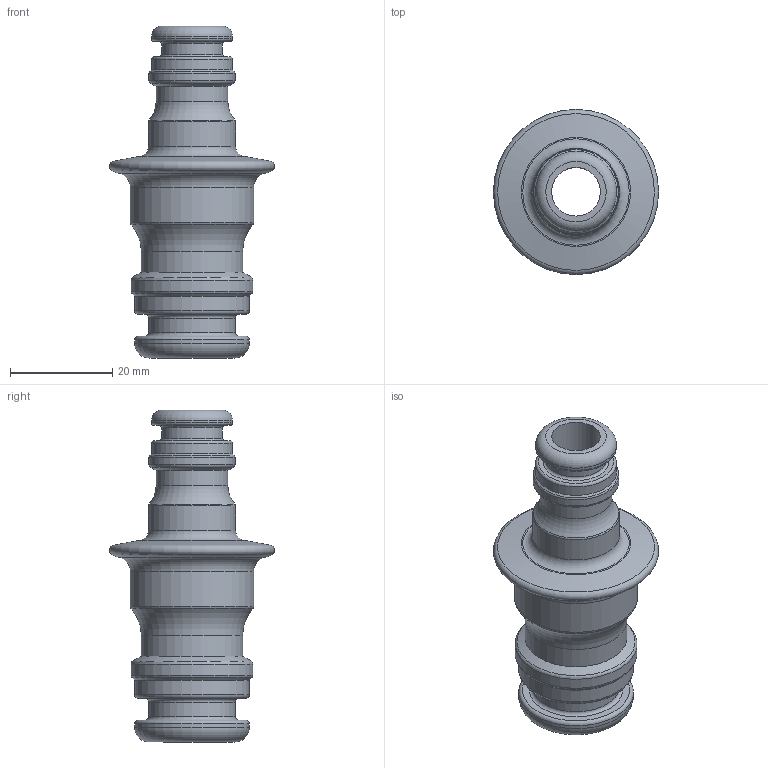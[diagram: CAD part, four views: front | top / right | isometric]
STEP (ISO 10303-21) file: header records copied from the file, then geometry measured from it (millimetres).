
FILE_DESCRIPTION(/* description */ (''),/* implementation_level */ '2;1');
FILE_NAME(/* name */ 'Gardena_Adapter v2.step',/* time_stamp */ '2021-02-22T18:02:32+01:00',/* author */ (''),/* organization */ (''),/* preprocessor_version */ 'ST-DEVELOPER v18.1',/* originating_system */ 'Autodesk Translation Framework v9.7.1.1290',/* authorisation */ '');
FILE_SCHEMA (('AUTOMOTIVE_DESIGN { 1 0 10303 214 3 1 1 }'));
Length unit declared in the file: millimetre
Products named in the file (1): Gardena_Adapter
Bounding box: 32.24 x 32.24 x 64.82 mm (x, y, z)
Volume: 11851.8 mm3; surface area: 8346 mm2
Topology: 1 solids, 1 shells, 55 faces, 109 edges, 62 vertices
Faces by surface type: torus 23, cylinder 16, cone 8, plane 8
Full cylindrical faces by diameter (mm): 9.5 x1, 11.9 x1, 13.468 x1, 14 x1, 15.8 x2, 16.8 x1, 16.871 x1, 17 x1, 18 x2, 19.848 x1, 22.4 x2, 23.818 x1, 24.101 x1
Entity records: 1476 total; most frequent: DIRECTION 306, CARTESIAN_POINT 227, ORIENTED_EDGE 218, AXIS2_PLACEMENT_3D 141, EDGE_CURVE 109, CIRCLE 85, EDGE_LOOP 63, VERTEX_POINT 62
